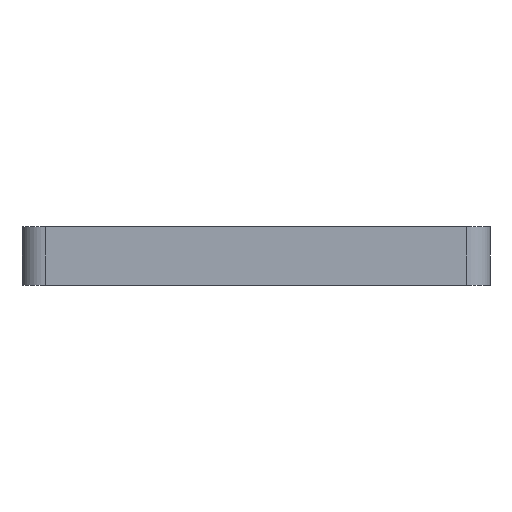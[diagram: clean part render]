
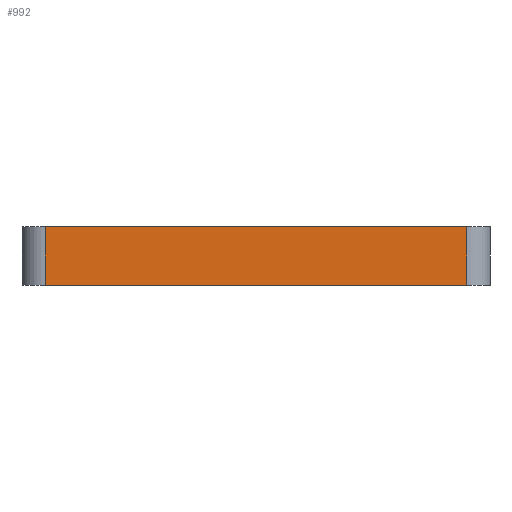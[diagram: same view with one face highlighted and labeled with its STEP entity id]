
A CAD part, left-side view. The second image highlights one B-rep face of the part: STEP entity #992.
In plain terms, the highlighted planar face has unit normal (-1, 0, 0).
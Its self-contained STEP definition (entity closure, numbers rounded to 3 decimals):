
#6 = CARTESIAN_POINT ( 'NONE',  ( -125., -18., 0. ) ) ;
#14 = LINE ( 'NONE', #879, #346 ) ;
#27 = VECTOR ( 'NONE', #464, 1000. ) ;
#40 = DIRECTION ( 'NONE',  ( 0., -1., 0. ) ) ;
#72 = CARTESIAN_POINT ( 'NONE',  ( -125., -18., 5. ) ) ;
#94 = DIRECTION ( 'NONE',  ( 0., 1., 0. ) ) ;
#96 = CARTESIAN_POINT ( 'NONE',  ( -125., 18., 0. ) ) ;
#97 = PLANE ( 'NONE',  #854 ) ;
#113 = LINE ( 'NONE', #128, #514 ) ;
#128 = CARTESIAN_POINT ( 'NONE',  ( -125., 20., 5. ) ) ;
#171 = EDGE_CURVE ( 'NONE', #324, #314, #14, .T. ) ;
#222 = CARTESIAN_POINT ( 'NONE',  ( -125., -18., 5. ) ) ;
#238 = EDGE_CURVE ( 'NONE', #365, #324, #388, .T. ) ;
#265 = EDGE_CURVE ( 'NONE', #314, #974, #516, .T. ) ;
#314 = VERTEX_POINT ( 'NONE', #6 ) ;
#324 = VERTEX_POINT ( 'NONE', #96 ) ;
#346 = VECTOR ( 'NONE', #40, 1000. ) ;
#350 = ORIENTED_EDGE ( 'NONE', *, *, #238, .T. ) ;
#365 = VERTEX_POINT ( 'NONE', #944 ) ;
#380 = CARTESIAN_POINT ( 'NONE',  ( -125., 18., 5. ) ) ;
#388 = LINE ( 'NONE', #380, #542 ) ;
#423 = FACE_OUTER_BOUND ( 'NONE', #631, .T. ) ;
#437 = DIRECTION ( 'NONE',  ( 0., -1., 0. ) ) ;
#448 = ORIENTED_EDGE ( 'NONE', *, *, #697, .F. ) ;
#464 = DIRECTION ( 'NONE',  ( 0., 0., 1. ) ) ;
#480 = CARTESIAN_POINT ( 'NONE',  ( -125., 20., 5. ) ) ;
#514 = VECTOR ( 'NONE', #437, 1000. ) ;
#516 = LINE ( 'NONE', #222, #27 ) ;
#538 = DIRECTION ( 'NONE',  ( 0., 0., -1. ) ) ;
#542 = VECTOR ( 'NONE', #538, 1000. ) ;
#631 = EDGE_LOOP ( 'NONE', ( #692, #947, #448, #350 ) ) ;
#692 = ORIENTED_EDGE ( 'NONE', *, *, #171, .T. ) ;
#697 = EDGE_CURVE ( 'NONE', #365, #974, #113, .T. ) ;
#850 = DIRECTION ( 'NONE',  ( 1., 0., 0. ) ) ;
#854 = AXIS2_PLACEMENT_3D ( 'NONE', #480, #850, #94 ) ;
#879 = CARTESIAN_POINT ( 'NONE',  ( -125., 20., 0. ) ) ;
#944 = CARTESIAN_POINT ( 'NONE',  ( -125., 18., 5. ) ) ;
#947 = ORIENTED_EDGE ( 'NONE', *, *, #265, .T. ) ;
#974 = VERTEX_POINT ( 'NONE', #72 ) ;
#992 = ADVANCED_FACE ( 'NONE', ( #423 ), #97, .F. ) ;
